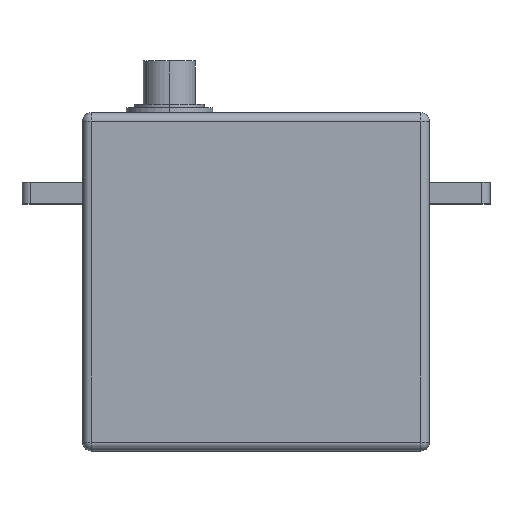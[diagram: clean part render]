
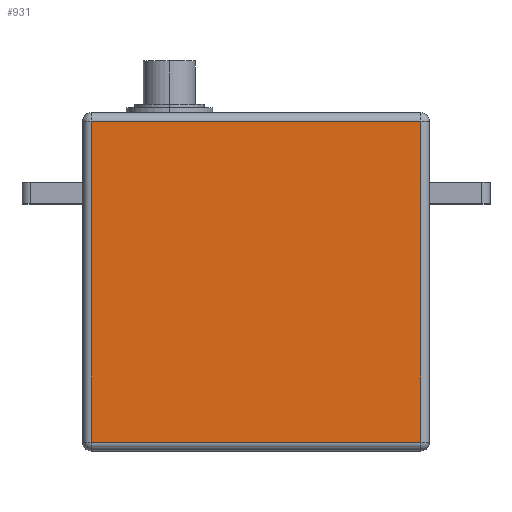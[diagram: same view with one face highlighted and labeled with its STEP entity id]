
A CAD part, top view. The second image highlights one B-rep face of the part: STEP entity #931.
In plain terms, the highlighted planar face has unit normal (0, 0, 1).
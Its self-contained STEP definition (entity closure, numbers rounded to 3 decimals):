
#7 = EDGE_CURVE ( 'NONE', #881, #1468, #839, .T. ) ;
#15 = ORIENTED_EDGE ( 'NONE', *, *, #1676, .T. ) ;
#94 = CARTESIAN_POINT ( 'NONE',  ( -0.103, 17.039, 20. ) ) ;
#101 = DIRECTION ( 'NONE',  ( 0., -1., 0. ) ) ;
#170 = LINE ( 'NONE', #301, #681 ) ;
#190 = VERTEX_POINT ( 'NONE', #1039 ) ;
#206 = DIRECTION ( 'NONE',  ( 0., 1., 0. ) ) ;
#275 = AXIS2_PLACEMENT_3D ( 'NONE', #776, #629, #1070 ) ;
#293 = DIRECTION ( 'NONE',  ( -1., 0., 0. ) ) ;
#301 = CARTESIAN_POINT ( 'NONE',  ( -39.103, 54.039, 20. ) ) ;
#456 = CARTESIAN_POINT ( 'NONE',  ( 0.897, 17.039, 20. ) ) ;
#565 = VECTOR ( 'NONE', #101, 1000. ) ;
#629 = DIRECTION ( 'NONE',  ( 0., 0., 1. ) ) ;
#681 = VECTOR ( 'NONE', #293, 1000. ) ;
#696 = ORIENTED_EDGE ( 'NONE', *, *, #7, .T. ) ;
#776 = CARTESIAN_POINT ( 'NONE',  ( 0., 0., 20. ) ) ;
#813 = CARTESIAN_POINT ( 'NONE',  ( -38.103, 16.039, 20. ) ) ;
#839 = LINE ( 'NONE', #813, #565 ) ;
#881 = VERTEX_POINT ( 'NONE', #1514 ) ;
#931 = ADVANCED_FACE ( 'NONE', ( #1241 ), #1126, .T. ) ;
#937 = VECTOR ( 'NONE', #1012, 1000. ) ;
#977 = EDGE_CURVE ( 'NONE', #1081, #190, #1162, .T. ) ;
#1012 = DIRECTION ( 'NONE',  ( 1., 0., 0. ) ) ;
#1039 = CARTESIAN_POINT ( 'NONE',  ( -0.103, 54.039, 20. ) ) ;
#1070 = DIRECTION ( 'NONE',  ( 1., 0., 0. ) ) ;
#1081 = VERTEX_POINT ( 'NONE', #94 ) ;
#1126 = PLANE ( 'NONE',  #275 ) ;
#1162 = LINE ( 'NONE', #1293, #1403 ) ;
#1237 = LINE ( 'NONE', #456, #937 ) ;
#1241 = FACE_OUTER_BOUND ( 'NONE', #1347, .T. ) ;
#1254 = EDGE_CURVE ( 'NONE', #190, #881, #170, .T. ) ;
#1264 = ORIENTED_EDGE ( 'NONE', *, *, #977, .T. ) ;
#1293 = CARTESIAN_POINT ( 'NONE',  ( -0.103, 55.039, 20. ) ) ;
#1347 = EDGE_LOOP ( 'NONE', ( #696, #15, #1264, #1524 ) ) ;
#1403 = VECTOR ( 'NONE', #206, 1000. ) ;
#1404 = CARTESIAN_POINT ( 'NONE',  ( -38.103, 17.039, 20. ) ) ;
#1468 = VERTEX_POINT ( 'NONE', #1404 ) ;
#1514 = CARTESIAN_POINT ( 'NONE',  ( -38.103, 54.039, 20. ) ) ;
#1524 = ORIENTED_EDGE ( 'NONE', *, *, #1254, .T. ) ;
#1676 = EDGE_CURVE ( 'NONE', #1468, #1081, #1237, .T. ) ;
